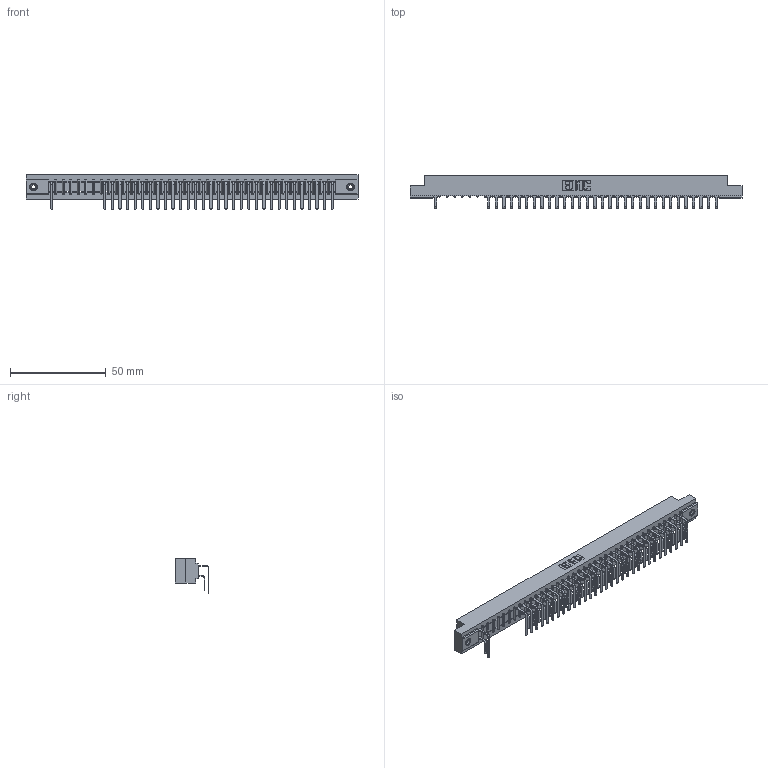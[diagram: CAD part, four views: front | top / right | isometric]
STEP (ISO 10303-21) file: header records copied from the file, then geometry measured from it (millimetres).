
FILE_DESCRIPTION (( 'STEP AP203' ), '1' );
FILE_NAME ('307-038-559-108.STEP', '2018-08-05T11:00:31', ( '' ), ( '' ), 'SwSTEP 2.0', 'SolidWorks 2016', '' );
FILE_SCHEMA (( 'CONFIG_CONTROL_DESIGN' ));
Length unit declared in the file: inch
Products named in the file (5): 307 Part_.156 Dia Mounting Holes; 307-290-001_558 559 - 1 (Single); 307-290-001_559 - 2 (Single); 345-250-001_345-250-003-102; 307-038-559-108
Assembly tree (66 placements, depth 2):
  307-038-559-108
    307 Part_.156 Dia Mounting Holes
    307-290-001_558 559 - 1 (Single)  x31
    307-290-001_559 - 2 (Single)  x32
    345-250-001_345-250-003-102  x2
Bounding box: 173.58 x 17.69 x 18.07 mm (x, y, z)
Volume: 18536.3 mm3; surface area: 23152.8 mm2
Topology: 66 solids, 66 shells, 3497 faces, 9821 edges, 6350 vertices
Faces by surface type: plane 2259, cylinder 1144, sphere 78, cone 12, torus 4
Entity records: 36502 total; most frequent: CARTESIAN_POINT 6014, ORIENTED_EDGE 5966, DIRECTION 5887, EDGE_CURVE 2983, LINE 2285, VECTOR 2285, VERTEX_POINT 1928, AXIS2_PLACEMENT_3D 1801
